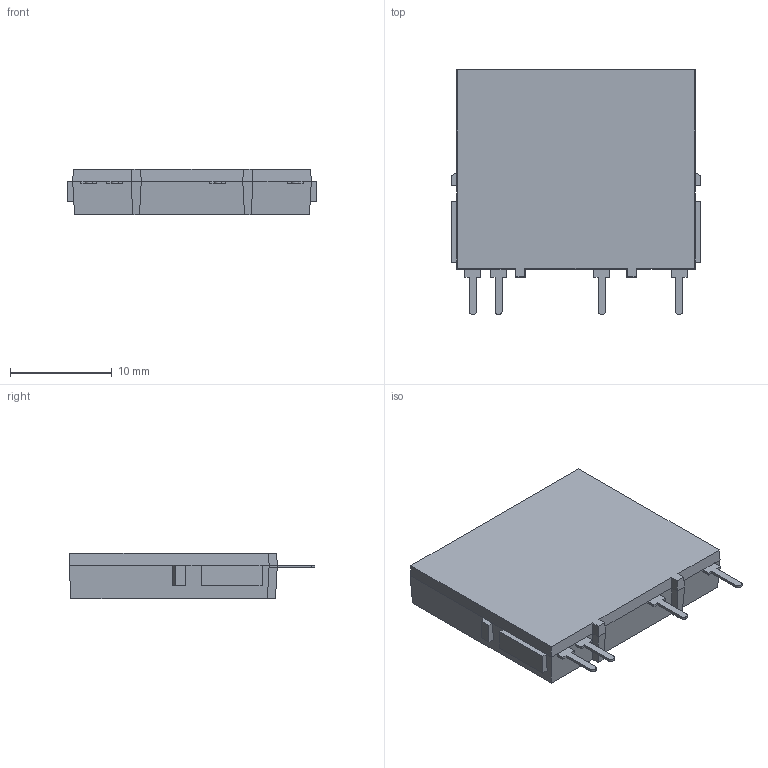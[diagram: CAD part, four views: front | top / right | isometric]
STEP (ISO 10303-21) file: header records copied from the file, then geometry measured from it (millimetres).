
FILE_DESCRIPTION (( 'STEP AP214' ), '1' );
FILE_NAME ('AQG22105.STEP', '2023-07-25T11:15:11', ( '' ), ( '' ), 'SwSTEP 2.0', 'SolidWorks 2017', '' );
FILE_SCHEMA (( 'AUTOMOTIVE_DESIGN' ));
Length unit declared in the file: millimetre
Products named in the file (7): Body; Pin2; AQG22105; Pin1; AQG22105_AQG22105; Pin3; Pin4
Assembly tree (6 placements, depth 3):
  AQG22105
    AQG22105_AQG22105
      Body
      Pin1
      Pin2
      Pin3
      Pin4
Bounding box: 24.5 x 24.2 x 4.5 mm (x, y, z)
Volume: 2083.2 mm3; surface area: 1393.2 mm2
Topology: 5 solids, 5 shells, 86 faces, 208 edges, 132 vertices
Faces by surface type: plane 82, cylinder 4
Entity records: 2708 total; most frequent: CARTESIAN_POINT 436, ORIENTED_EDGE 416, DIRECTION 408, EDGE_CURVE 208, LINE 200, VECTOR 200, VERTEX_POINT 132, AXIS2_PLACEMENT_3D 104
